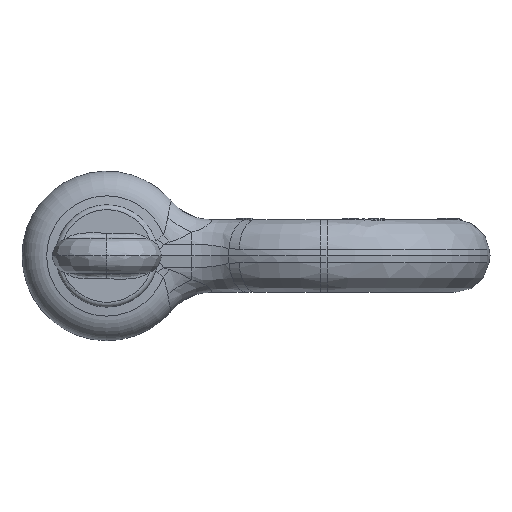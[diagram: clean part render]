
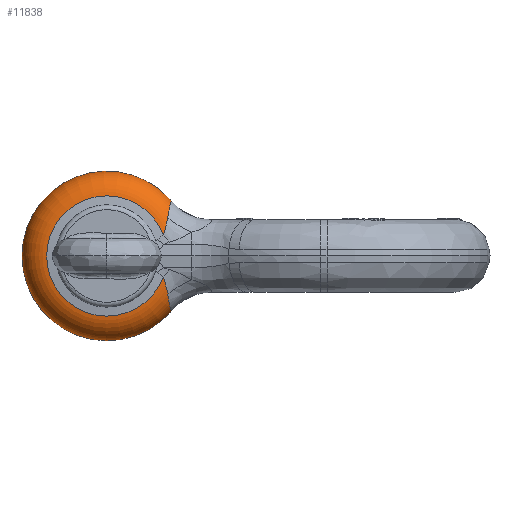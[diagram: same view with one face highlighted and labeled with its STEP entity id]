
A CAD part, left-side view. The second image highlights one B-rep face of the part: STEP entity #11838.
In plain terms, the highlighted toroidal (fillet/blend) face has major radius 28.206 mm and minor radius 13.958 mm.
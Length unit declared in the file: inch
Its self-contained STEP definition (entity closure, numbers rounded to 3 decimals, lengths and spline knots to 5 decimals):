
#4254=CARTESIAN_POINT('',(-1.8325,-1.26547,
1.07389));
#4255=CARTESIAN_POINT('',(-1.804,-1.26705,
1.07344));
#4256=CARTESIAN_POINT('',(-1.74632,-1.26851,
1.06768));
#4257=CARTESIAN_POINT('',(-1.65998,-1.26482,
1.04429));
#4258=CARTESIAN_POINT('',(-1.57598,-1.25449,
1.00616));
#4259=CARTESIAN_POINT('',(-1.49681,-1.23688,
0.95361));
#4260=CARTESIAN_POINT('',(-1.42498,-1.21137,
0.88737));
#4261=CARTESIAN_POINT('',(-1.3838,-1.18876,
0.835));
#4262=CARTESIAN_POINT('',(-1.36531,-1.17591,
0.80723));
#4283=CARTESIAN_POINT('',(-2.27785,-1.19308,
0.74523));
#4284=CARTESIAN_POINT('',(-2.26284,-1.2001,
0.77825));
#4285=CARTESIAN_POINT('',(-2.23117,-1.209,
0.84082));
#4286=CARTESIAN_POINT('',(-2.17546,-1.22138,
0.9179));
#4287=CARTESIAN_POINT('',(-2.1159,-1.23252,
0.97632));
#4288=CARTESIAN_POINT('',(-2.05159,-1.24303,
1.02063));
#4289=CARTESIAN_POINT('',(-1.98227,-1.25254,
1.05203));
#4290=CARTESIAN_POINT('',(-1.90869,-1.26037,
1.07065));
#4291=CARTESIAN_POINT('',(-1.85803,-1.26406,
1.0743));
#4292=CARTESIAN_POINT('',(-1.8325,-1.26547,
1.07389));
#4308=CARTESIAN_POINT('',(-2.36043,-1.10169,
0.41551));
#4309=CARTESIAN_POINT('',(-2.3593,-1.1077,
0.42566));
#4310=CARTESIAN_POINT('',(-2.35667,-1.11794,
0.44826));
#4311=CARTESIAN_POINT('',(-2.35123,-1.13157,
0.48697));
#4312=CARTESIAN_POINT('',(-2.34396,-1.1439,
0.52978));
#4313=CARTESIAN_POINT('',(-2.33419,-1.15591,
0.57677));
#4314=CARTESIAN_POINT('',(-2.32105,-1.16791,
0.62808));
#4315=CARTESIAN_POINT('',(-2.30336,-1.18017,
0.68389));
#4316=CARTESIAN_POINT('',(-2.28729,-1.18871,
0.72439));
#4317=CARTESIAN_POINT('',(-2.27785,-1.19308,
0.74523));
#4358=CARTESIAN_POINT('',(-2.36043,0.,0.));
#4359=DIRECTION('',(1.,0.,0.));
#4360=DIRECTION('',(0.,-0.936,-0.353));
#4361=AXIS2_PLACEMENT_3D('',#4358,#4359,#4360);
#4372=CARTESIAN_POINT('',(-1.26957,0.,0.));
#4373=DIRECTION('',(-1.,0.,0.));
#4374=DIRECTION('',(0.,-0.838,0.546));
#4375=AXIS2_PLACEMENT_3D('',#4372,#4373,#4374);
#4457=CARTESIAN_POINT('',(-1.26957,-0.98623,
-0.64322));
#4458=CARTESIAN_POINT('',(-1.27038,-0.99479,
-0.64216));
#4459=CARTESIAN_POINT('',(-1.27235,-1.01206,
-0.64137));
#4460=CARTESIAN_POINT('',(-1.27702,-1.03927,
-0.64596));
#4461=CARTESIAN_POINT('',(-1.28384,-1.06589,
-0.65773));
#4462=CARTESIAN_POINT('',(-1.29308,-1.09088,
-0.67644));
#4463=CARTESIAN_POINT('',(-1.30531,-1.11446,
-0.70175));
#4464=CARTESIAN_POINT('',(-1.32081,-1.13632,
-0.73242));
#4465=CARTESIAN_POINT('',(-1.34017,-1.15675,
-0.76756));
#4466=CARTESIAN_POINT('',(-1.3563,-1.16965,
-0.79367));
#4467=CARTESIAN_POINT('',(-1.36531,-1.17591,
-0.80723));
#4483=CARTESIAN_POINT('',(-2.27785,-1.19308,
-0.74523));
#4484=CARTESIAN_POINT('',(-2.28731,-1.1887,
-0.72435));
#4485=CARTESIAN_POINT('',(-2.3034,-1.18014,
-0.68378));
#4486=CARTESIAN_POINT('',(-2.32111,-1.16786,
-0.62789));
#4487=CARTESIAN_POINT('',(-2.33424,-1.15586,
-0.57657));
#4488=CARTESIAN_POINT('',(-2.34399,-1.14386,
-0.52962));
#4489=CARTESIAN_POINT('',(-2.35124,-1.13154,
-0.48688));
#4490=CARTESIAN_POINT('',(-2.35668,-1.11793,
-0.44822));
#4491=CARTESIAN_POINT('',(-2.3593,-1.1077,
-0.42565));
#4492=CARTESIAN_POINT('',(-2.36043,-1.10169,
-0.41551));
#4510=CARTESIAN_POINT('',(-2.36043,-1.10169,
-0.41551));
#4892=CARTESIAN_POINT('',(-1.8325,-1.26547,
-1.07389));
#4893=CARTESIAN_POINT('',(-1.85803,-1.26406,
-1.0743));
#4894=CARTESIAN_POINT('',(-1.9087,-1.26037,
-1.07065));
#4895=CARTESIAN_POINT('',(-1.98229,-1.25254,
-1.05202));
#4896=CARTESIAN_POINT('',(-2.05161,-1.24303,
-1.02062));
#4897=CARTESIAN_POINT('',(-2.11592,-1.23252,
-0.97631));
#4898=CARTESIAN_POINT('',(-2.17547,-1.22138,
-0.91789));
#4899=CARTESIAN_POINT('',(-2.23117,-1.209,
-0.84083));
#4900=CARTESIAN_POINT('',(-2.26283,-1.2001,
-0.77826));
#4901=CARTESIAN_POINT('',(-2.27785,-1.19308,
-0.74523));
#4919=CARTESIAN_POINT('',(-1.36531,-1.17591,
-0.80723));
#4920=CARTESIAN_POINT('',(-1.3838,-1.18876,
-0.835));
#4921=CARTESIAN_POINT('',(-1.42498,-1.21137,
-0.88737));
#4922=CARTESIAN_POINT('',(-1.49681,-1.23688,
-0.9536));
#4923=CARTESIAN_POINT('',(-1.57598,-1.25449,
-1.00615));
#4924=CARTESIAN_POINT('',(-1.65997,-1.26482,
-1.04428));
#4925=CARTESIAN_POINT('',(-1.74632,-1.26851,
-1.06768));
#4926=CARTESIAN_POINT('',(-1.804,-1.26705,
-1.07344));
#4927=CARTESIAN_POINT('',(-1.8325,-1.26547,
-1.07389));
#5407=CARTESIAN_POINT('',(-1.36531,-1.17591,
0.80723));
#5408=CARTESIAN_POINT('',(-1.3563,-1.16965,
0.79367));
#5409=CARTESIAN_POINT('',(-1.34017,-1.15675,
0.76756));
#5410=CARTESIAN_POINT('',(-1.32081,-1.13632,
0.73242));
#5411=CARTESIAN_POINT('',(-1.30531,-1.11446,
0.70175));
#5412=CARTESIAN_POINT('',(-1.29308,-1.09088,
0.67644));
#5413=CARTESIAN_POINT('',(-1.28384,-1.06589,
0.65773));
#5414=CARTESIAN_POINT('',(-1.27702,-1.03927,
0.64596));
#5415=CARTESIAN_POINT('',(-1.27235,-1.01206,
0.64137));
#5416=CARTESIAN_POINT('',(-1.27038,-0.99479,
0.64216));
#5417=CARTESIAN_POINT('',(-1.26957,-0.98623,
0.64322));
#6046=VERTEX_POINT('',#4510);
#6049=VERTEX_POINT('',#4483);
#6051=VERTEX_POINT('',#4892);
#6054=VERTEX_POINT('',#4254);
#6055=VERTEX_POINT('',#4262);
#6057=VERTEX_POINT('',#5417);
#6060=VERTEX_POINT('',#4457);
#6061=VERTEX_POINT('',#4467);
#6063=VERTEX_POINT('',#4283);
#6065=VERTEX_POINT('',#4308);
#11817=CARTESIAN_POINT('',(-1.815,0.,0.));
#11818=DIRECTION('',(1.,0.,0.));
#11819=DIRECTION('',(0.,-1.,0.));
#11820=AXIS2_PLACEMENT_3D('',#11817,#11818,#11819);
#11821=TOROIDAL_SURFACE('',#11820,1.11048,0.54952);
#11823=ORIENTED_EDGE('',*,*,#11822,.F.);
#11825=ORIENTED_EDGE('',*,*,#11824,.F.);
#11827=ORIENTED_EDGE('',*,*,#11826,.F.);
#11828=ORIENTED_EDGE('',*,*,#11810,.F.);
#11829=ORIENTED_EDGE('',*,*,#11658,.F.);
#11831=ORIENTED_EDGE('',*,*,#11830,.F.);
#11832=ORIENTED_EDGE('',*,*,#11408,.F.);
#11833=ORIENTED_EDGE('',*,*,#11463,.F.);
#11834=ORIENTED_EDGE('',*,*,#11506,.F.);
#11835=ORIENTED_EDGE('',*,*,#11623,.F.);
#11836=EDGE_LOOP('',(#11823,#11825,#11827,#11828,#11829,#11831,#11832,#11833,
#11834,#11835));
#11837=FACE_OUTER_BOUND('',#11836,.F.);
#11838=ADVANCED_FACE('',(#11837),#11821,.T.);
#4263=B_SPLINE_CURVE_WITH_KNOTS('',3,(#4254,#4255,#4256,#4257,#4258,#4259,#4260,
#4261,#4262),.UNSPECIFIED.,.F.,.F.,(4,1,1,1,1,1,4),(0.,0.16667,
0.33333,0.5,0.66667,0.83333,1.),
.UNSPECIFIED.);
#4293=B_SPLINE_CURVE_WITH_KNOTS('',3,(#4283,#4284,#4285,#4286,#4287,#4288,#4289,
#4290,#4291,#4292),.UNSPECIFIED.,.F.,.F.,(4,1,1,1,1,1,1,4),(0.,
0.14286,0.28571,0.42857,0.57143,
0.71429,0.85714,1.),.UNSPECIFIED.);
#4318=B_SPLINE_CURVE_WITH_KNOTS('',3,(#4308,#4309,#4310,#4311,#4312,#4313,#4314,
#4315,#4316,#4317),.UNSPECIFIED.,.F.,.F.,(4,1,1,1,1,1,1,4),(0.,
0.14286,0.28571,0.42857,0.57143,
0.71429,0.85714,1.),.UNSPECIFIED.);
#4362=CIRCLE('',#4361,1.17745);
#4376=CIRCLE('',#4375,1.17745);
#4468=B_SPLINE_CURVE_WITH_KNOTS('',3,(#4457,#4458,#4459,#4460,#4461,#4462,#4463,
#4464,#4465,#4466,#4467),.UNSPECIFIED.,.F.,.F.,(4,1,1,1,1,1,1,1,4),(0.,
0.125,0.25,0.375,0.5,0.625,0.75,0.875,1.),.UNSPECIFIED.);
#4493=B_SPLINE_CURVE_WITH_KNOTS('',3,(#4483,#4484,#4485,#4486,#4487,#4488,#4489,
#4490,#4491,#4492),.UNSPECIFIED.,.F.,.F.,(4,1,1,1,1,1,1,4),(0.,
0.14286,0.28571,0.42857,0.57143,
0.71429,0.85714,1.),.UNSPECIFIED.);
#4902=B_SPLINE_CURVE_WITH_KNOTS('',3,(#4892,#4893,#4894,#4895,#4896,#4897,#4898,
#4899,#4900,#4901),.UNSPECIFIED.,.F.,.F.,(4,1,1,1,1,1,1,4),(0.,
0.14286,0.28571,0.42857,0.57143,
0.71429,0.85714,1.),.UNSPECIFIED.);
#4928=B_SPLINE_CURVE_WITH_KNOTS('',3,(#4919,#4920,#4921,#4922,#4923,#4924,#4925,
#4926,#4927),.UNSPECIFIED.,.F.,.F.,(4,1,1,1,1,1,4),(0.,0.16667,
0.33333,0.5,0.66667,0.83333,1.),
.UNSPECIFIED.);
#5418=B_SPLINE_CURVE_WITH_KNOTS('',3,(#5407,#5408,#5409,#5410,#5411,#5412,#5413,
#5414,#5415,#5416,#5417),.UNSPECIFIED.,.F.,.F.,(4,1,1,1,1,1,1,1,4),(0.,
0.125,0.25,0.375,0.5,0.625,0.75,0.875,1.),.UNSPECIFIED.);
#11408=EDGE_CURVE('',#6054,#6055,#4263,.T.);
#11463=EDGE_CURVE('',#6063,#6054,#4293,.T.);
#11506=EDGE_CURVE('',#6065,#6063,#4318,.T.);
#11623=EDGE_CURVE('',#6046,#6065,#4362,.T.);
#11658=EDGE_CURVE('',#6057,#6060,#4376,.T.);
#11810=EDGE_CURVE('',#6060,#6061,#4468,.T.);
#11822=EDGE_CURVE('',#6049,#6046,#4493,.T.);
#11824=EDGE_CURVE('',#6051,#6049,#4902,.T.);
#11826=EDGE_CURVE('',#6061,#6051,#4928,.T.);
#11830=EDGE_CURVE('',#6055,#6057,#5418,.T.);
